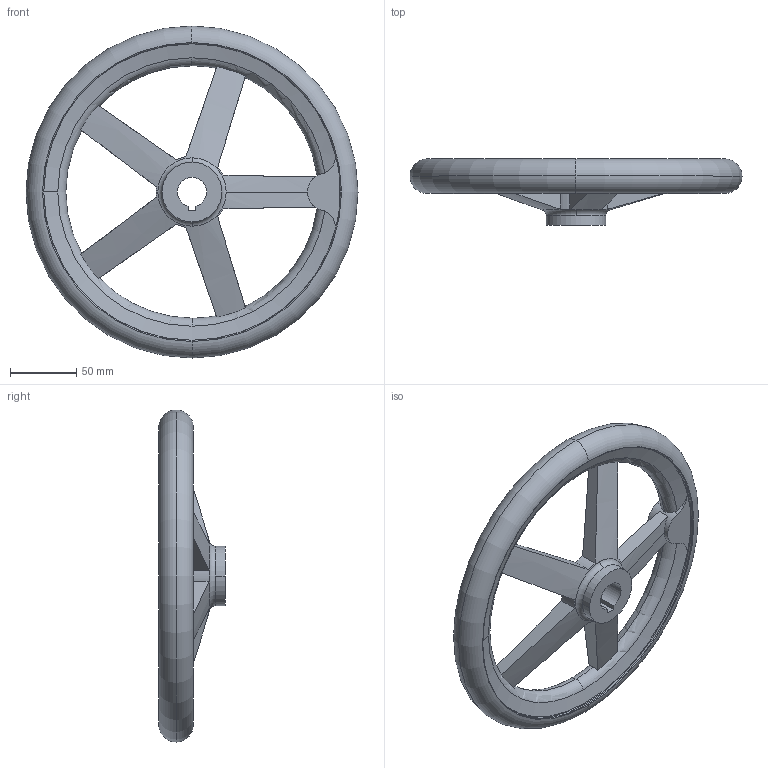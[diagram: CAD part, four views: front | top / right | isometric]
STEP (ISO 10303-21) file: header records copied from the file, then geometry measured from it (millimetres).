
FILE_DESCRIPTION( ( '' ), '1' );
FILE_NAME( 'K0160.1250X22.stp', '2012-10-24T13:44:07', ( '' ), ( '' ), ' ', ' ', ' ' );
FILE_SCHEMA( ( 'CONFIG_CONTROL_DESIGN' ) );
Length unit declared in the file: millimetre
Products named in the file (1): 1
Bounding box: 250 x 49.99 x 250 mm (x, y, z)
Volume: 513180.8 mm3; surface area: 94831.1 mm2
Topology: 1 solids, 1 shells, 74 faces, 237 edges, 156 vertices
Faces by surface type: torus 26, cylinder 23, plane 17, cone 8
Entity records: 3566 total; most frequent: CARTESIAN_POINT 1432, ORIENTED_EDGE 474, DIRECTION 452, EDGE_CURVE 237, AXIS2_PLACEMENT_3D 204, VERTEX_POINT 156, CIRCLE 129, EDGE_LOOP 77
